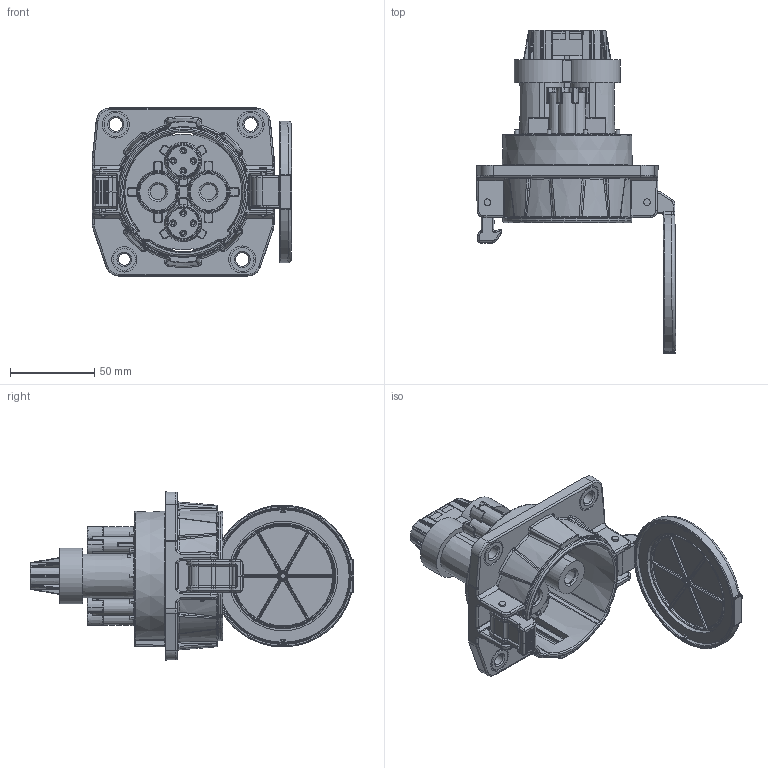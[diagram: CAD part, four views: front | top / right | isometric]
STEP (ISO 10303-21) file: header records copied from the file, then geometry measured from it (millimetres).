
FILE_DESCRIPTION((''),'2;1');
FILE_NAME('FEMALE-INSERT_SW0001','2020-11-10T11:21:07',('xl.su'),(''),'CREO PARAMETRIC BY PTC INC, 2017110','CREO PARAMETRIC BY PTC INC, 2017110','');
FILE_SCHEMA(('CONFIG_CONTROL_DESIGN'));
Products named in the file (1): FEMALE-INSERT_SW0001
Bounding box: 118.21 x 191.87 x 99.7 mm (x, y, z)
Volume: 234436.2 mm3; surface area: 110349.4 mm2
Topology: 1 solids, 1 shells, 3695 faces, 8965 edges, 5297 vertices
Faces by surface type: cylinder 1016, plane 866, bspline 837, torus 554, cone 270, sphere 123, extrusion 29
Entity records: 161300 total; most frequent: CARTESIAN_POINT 81838, ORIENTED_EDGE 17890, DIRECTION 15143, EDGE_CURVE 8945, AXIS2_PLACEMENT_3D 6201, VERTEX_POINT 5297, EDGE_LOOP 3830, FACE_OUTER_BOUND 3695
